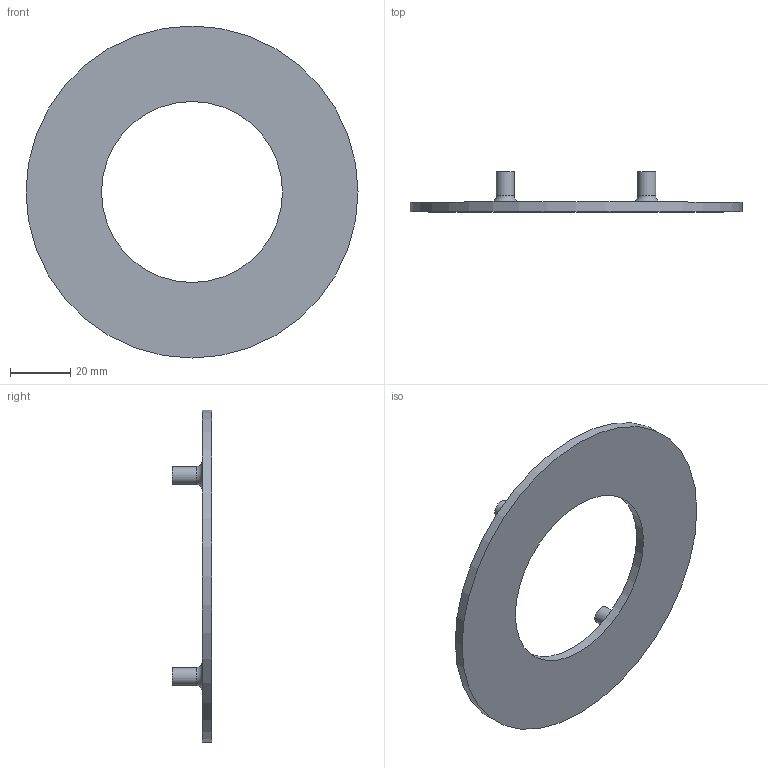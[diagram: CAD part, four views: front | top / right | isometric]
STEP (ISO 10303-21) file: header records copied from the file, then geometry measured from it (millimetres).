
FILE_DESCRIPTION(/* description */ (''),/* implementation_level */ '2;1');
FILE_NAME(/* name */ 'prova2_sienceground v2.step',/* time_stamp */ '2021-09-06T18:34:58+02:00',/* author */ (''),/* organization */ (''),/* preprocessor_version */ 'ST-DEVELOPER v18.1',/* originating_system */ 'Autodesk Translation Framework v10.10.0.1391',/* authorisation */ '');
FILE_SCHEMA (('AUTOMOTIVE_DESIGN { 1 0 10303 214 3 1 1 }'));
Length unit declared in the file: millimetre
Products named in the file (1): prova2_sienceground
Bounding box: 110 x 13.2 x 110 mm (x, y, z)
Volume: 22416.1 mm3; surface area: 16033.6 mm2
Topology: 1 solids, 1 shells, 24 faces, 42 edges, 28 vertices
Faces by surface type: cylinder 10, plane 10, torus 4
Full cylindrical faces by diameter (mm): 2.2 x4, 6 x4, 60 x1, 110 x1
Entity records: 635 total; most frequent: DIRECTION 124, CARTESIAN_POINT 95, ORIENTED_EDGE 84, AXIS2_PLACEMENT_3D 57, EDGE_CURVE 42, EDGE_LOOP 34, CIRCLE 32, VERTEX_POINT 28
